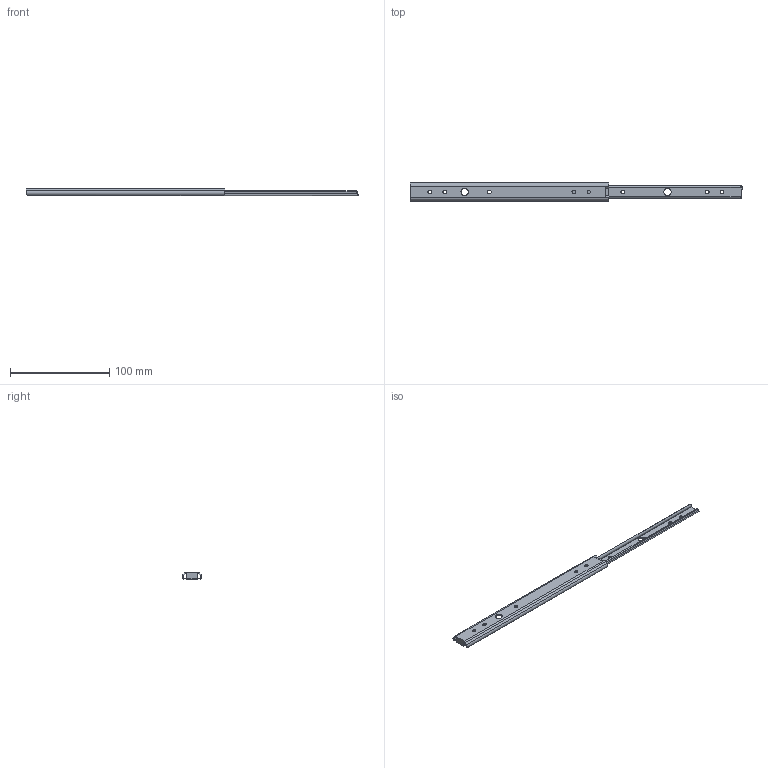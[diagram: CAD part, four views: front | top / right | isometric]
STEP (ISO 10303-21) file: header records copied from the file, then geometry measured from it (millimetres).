
FILE_DESCRIPTION (( 'STEP AP203' ), '1' );
FILE_NAME ('2021-200.STEP', '2021-01-19T03:56:58', ( '' ), ( '' ), 'SwSTEP 2.0', 'SolidWorks 2019', '' );
FILE_SCHEMA (( 'CONFIG_CONTROL_DESIGN' ));
Length unit declared in the file: millimetre
Products named in the file (3): IM-2021-200; OM-2021-200; 2021-200
Assembly tree (2 placements, depth 2):
  2021-200
    OM-2021-200
    IM-2021-200
Bounding box: 334.3 x 20 x 8 mm (x, y, z)
Volume: 12273.6 mm3; surface area: 20025.7 mm2
Topology: 2 solids, 2 shells, 112 faces, 324 edges, 214 vertices
Faces by surface type: cylinder 57, plane 55
Entity records: 4251 total; most frequent: CARTESIAN_POINT 915, ORIENTED_EDGE 648, DIRECTION 628, EDGE_CURVE 324, AXIS2_PLACEMENT_3D 215, VERTEX_POINT 214, LINE 198, VECTOR 198
